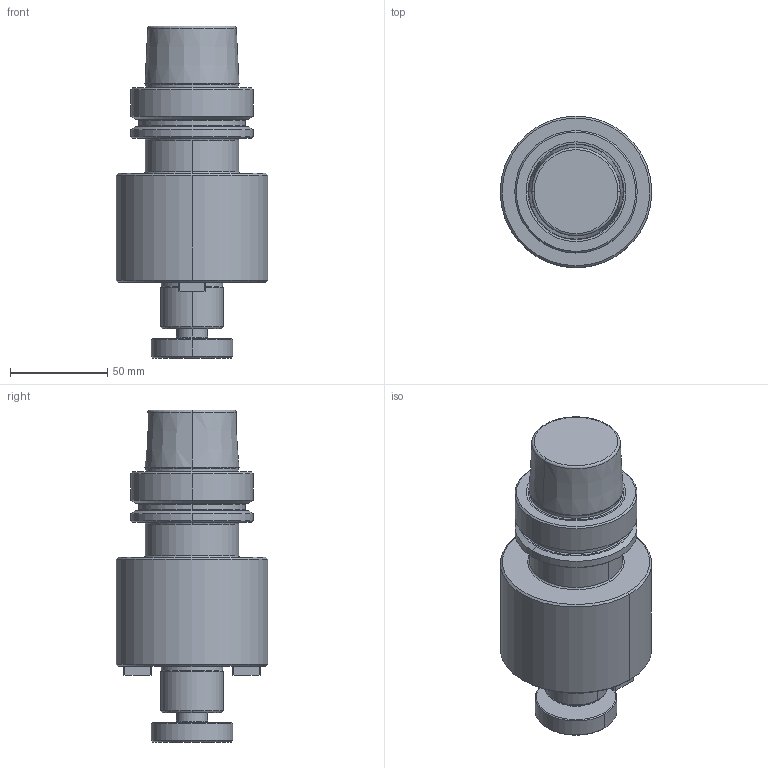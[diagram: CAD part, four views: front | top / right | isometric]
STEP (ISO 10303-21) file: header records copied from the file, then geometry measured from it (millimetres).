
FILE_DESCRIPTION (( 'STEP AP203' ), '1' );
FILE_NAME ('HSK-A 63 FMH32 100 6.3G 20000 SL SP.S.STEP', '2019-05-13T11:36:07', ( '' ), ( '' ), 'SwSTEP 2.0', 'SolidWorks 2014', '' );
FILE_SCHEMA (( 'CONFIG_CONTROL_DESIGN' ));
Length unit declared in the file: millimetre
Products named in the file (1): HSK-A 63 FMH32 100 6.3G 20000 SL SP.S
Bounding box: 78 x 78 x 170.88 mm (x, y, z)
Volume: 468479.5 mm3; surface area: 45253.7 mm2
Topology: 1 solids, 1 shells, 100 faces, 234 edges, 146 vertices
Faces by surface type: plane 36, cone 28, cylinder 20, bspline 8, torus 8
Entity records: 3417 total; most frequent: CARTESIAN_POINT 993, DIRECTION 526, ORIENTED_EDGE 468, EDGE_CURVE 234, AXIS2_PLACEMENT_3D 203, VERTEX_POINT 146, VECTOR 120, LINE 120
